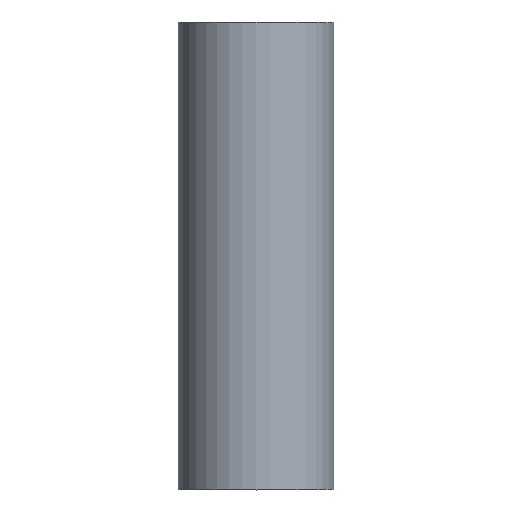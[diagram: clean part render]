
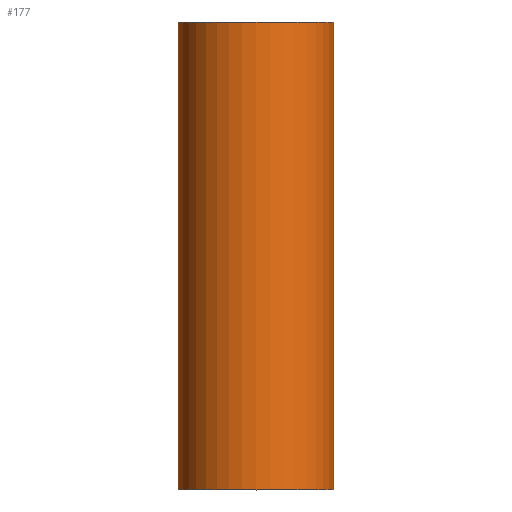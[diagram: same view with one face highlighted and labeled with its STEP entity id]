
A CAD part, top view. The second image highlights one B-rep face of the part: STEP entity #177.
In plain terms, the highlighted cylindrical face has radius 2.5 mm (diameter 5 mm), a partial arc.
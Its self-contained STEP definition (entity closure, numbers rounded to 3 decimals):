
#61=AXIS2_PLACEMENT_3D('Circle Axis2P3D',#59,#60,$) ;
#150=AXIS2_PLACEMENT_3D('Cylinder Axis2P3D',#147,#148,#149) ;
#168=AXIS2_PLACEMENT_3D('Circle Axis2P3D',#166,#167,$) ;
#42=CARTESIAN_POINT('Vertex',(0.,0.,4.3)) ;
#56=CARTESIAN_POINT('Vertex',(5.,0.,4.3)) ;
#59=CARTESIAN_POINT('Axis2P3D Location',(2.5,0.,4.3)) ;
#147=CARTESIAN_POINT('Axis2P3D Location',(2.5,8.11,4.3)) ;
#152=CARTESIAN_POINT('Line Origine',(0.,8.11,4.3)) ;
#156=CARTESIAN_POINT('Vertex',(0.,15.,4.3)) ;
#159=CARTESIAN_POINT('Line Origine',(5.,8.11,4.3)) ;
#163=CARTESIAN_POINT('Vertex',(5.,15.,4.3)) ;
#166=CARTESIAN_POINT('Axis2P3D Location',(2.5,15.,4.3)) ;
#60=DIRECTION('Axis2P3D Direction',(0.,1.,0.)) ;
#148=DIRECTION('Axis2P3D Direction',(0.,1.,0.)) ;
#149=DIRECTION('Axis2P3D XDirection',(-1.,0.,0.)) ;
#153=DIRECTION('Vector Direction',(0.,1.,0.)) ;
#160=DIRECTION('Vector Direction',(0.,1.,0.)) ;
#167=DIRECTION('Axis2P3D Direction',(0.,1.,0.)) ;
#154=VECTOR('Line Direction',#153,1.) ;
#161=VECTOR('Line Direction',#160,1.) ;
#172=ORIENTED_EDGE('',*,*,#158,.F.) ;
#173=ORIENTED_EDGE('',*,*,#63,.T.) ;
#174=ORIENTED_EDGE('',*,*,#165,.T.) ;
#175=ORIENTED_EDGE('',*,*,#170,.F.) ;
#177=ADVANCED_FACE('S3D-Kopie',(#176),#151,.T.) ;
#62=CIRCLE('generated circle',#61,2.5) ;
#169=CIRCLE('generated circle',#168,2.5) ;
#151=CYLINDRICAL_SURFACE('generated cylinder',#150,2.5) ;
#63=EDGE_CURVE('',#43,#57,#62,.T.) ;
#158=EDGE_CURVE('',#43,#157,#155,.T.) ;
#165=EDGE_CURVE('',#57,#164,#162,.T.) ;
#170=EDGE_CURVE('',#157,#164,#169,.T.) ;
#171=EDGE_LOOP('',(#172,#173,#174,#175)) ;
#176=FACE_OUTER_BOUND('',#171,.T.) ;
#155=LINE('Line',#152,#154) ;
#162=LINE('Line',#159,#161) ;
#43=VERTEX_POINT('',#42) ;
#57=VERTEX_POINT('',#56) ;
#157=VERTEX_POINT('',#156) ;
#164=VERTEX_POINT('',#163) ;
